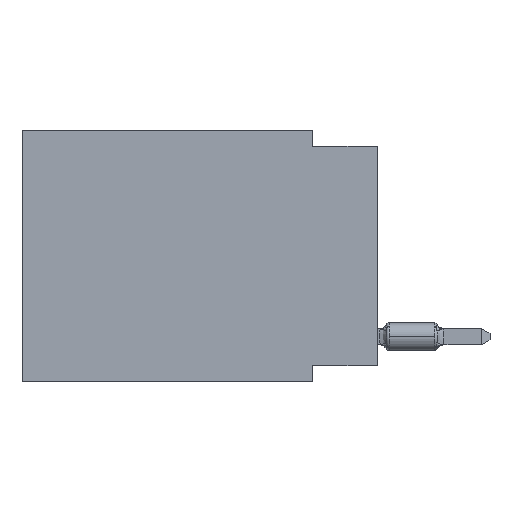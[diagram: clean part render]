
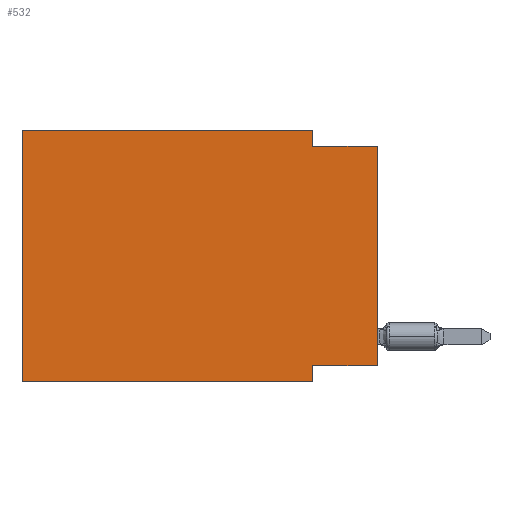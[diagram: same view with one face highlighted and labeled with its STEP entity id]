
A CAD part, left-side view. The second image highlights one B-rep face of the part: STEP entity #532.
In plain terms, the highlighted planar face has unit normal (-1, 0, 0).
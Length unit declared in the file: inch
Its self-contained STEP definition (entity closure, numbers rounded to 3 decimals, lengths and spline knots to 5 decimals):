
#86 = DIRECTION ( 'NONE',  ( 0., -1., 0. ) ) ;
#192 = ORIENTED_EDGE ( 'NONE', *, *, #9372, .F. ) ;
#240 = CARTESIAN_POINT ( 'NONE',  ( 0., 0., -0.365 ) ) ;
#532 = ADVANCED_FACE ( 'NONE', ( #6950 ), #7212, .F. ) ;
#536 = LINE ( 'NONE', #7281, #11337 ) ;
#670 = CARTESIAN_POINT ( 'NONE',  ( 0., 0.55, -0.39 ) ) ;
#1198 = DIRECTION ( 'NONE',  ( 0., 0., 1. ) ) ;
#1317 = VERTEX_POINT ( 'NONE', #12223 ) ;
#1958 = VERTEX_POINT ( 'NONE', #5927 ) ;
#2003 = CARTESIAN_POINT ( 'NONE',  ( 0., 0.1, -0.025 ) ) ;
#2021 = EDGE_CURVE ( 'NONE', #6706, #3934, #3138, .T. ) ;
#2291 = DIRECTION ( 'NONE',  ( 1., 0., 0. ) ) ;
#2357 = ORIENTED_EDGE ( 'NONE', *, *, #7006, .T. ) ;
#2420 = VERTEX_POINT ( 'NONE', #4147 ) ;
#2664 = DIRECTION ( 'NONE',  ( 0., 0., 1. ) ) ;
#2669 = VECTOR ( 'NONE', #12324, 39.37008 ) ;
#2828 = CARTESIAN_POINT ( 'NONE',  ( 0., 0., -0.025 ) ) ;
#2872 = CARTESIAN_POINT ( 'NONE',  ( 0., 0., -0.025 ) ) ;
#3138 = LINE ( 'NONE', #7926, #5485 ) ;
#3220 = EDGE_CURVE ( 'NONE', #11662, #6144, #536, .T. ) ;
#3507 = LINE ( 'NONE', #7648, #10689 ) ;
#3583 = DIRECTION ( 'NONE',  ( 0., 0., -1. ) ) ;
#3934 = VERTEX_POINT ( 'NONE', #2003 ) ;
#4138 = DIRECTION ( 'NONE',  ( 0., 1., 0. ) ) ;
#4147 = CARTESIAN_POINT ( 'NONE',  ( 0., 0.55, -0.39 ) ) ;
#4318 = ORIENTED_EDGE ( 'NONE', *, *, #12175, .F. ) ;
#4484 = EDGE_CURVE ( 'NONE', #1958, #7881, #3507, .T. ) ;
#4729 = CARTESIAN_POINT ( 'NONE',  ( 0., 0.1, -0.365 ) ) ;
#5110 = LINE ( 'NONE', #240, #10199 ) ;
#5150 = CARTESIAN_POINT ( 'NONE',  ( 0., 0.55, 0. ) ) ;
#5485 = VECTOR ( 'NONE', #11939, 39.37008 ) ;
#5605 = LINE ( 'NONE', #670, #2669 ) ;
#5881 = ORIENTED_EDGE ( 'NONE', *, *, #3220, .F. ) ;
#5927 = CARTESIAN_POINT ( 'NONE',  ( 0., 0., -0.365 ) ) ;
#6144 = VERTEX_POINT ( 'NONE', #8411 ) ;
#6706 = VERTEX_POINT ( 'NONE', #10717 ) ;
#6745 = ORIENTED_EDGE ( 'NONE', *, *, #9765, .F. ) ;
#6903 = ORIENTED_EDGE ( 'NONE', *, *, #7247, .F. ) ;
#6950 = FACE_OUTER_BOUND ( 'NONE', #9053, .T. ) ;
#7006 = EDGE_CURVE ( 'NONE', #2420, #6144, #5605, .T. ) ;
#7212 = PLANE ( 'NONE',  #10077 ) ;
#7247 = EDGE_CURVE ( 'NONE', #1317, #6706, #8250, .T. ) ;
#7281 = CARTESIAN_POINT ( 'NONE',  ( 0., 0.1, -0.39 ) ) ;
#7631 = VECTOR ( 'NONE', #86, 39.37008 ) ;
#7648 = CARTESIAN_POINT ( 'NONE',  ( 0., 0., 0. ) ) ;
#7808 = ORIENTED_EDGE ( 'NONE', *, *, #4484, .T. ) ;
#7881 = VERTEX_POINT ( 'NONE', #2828 ) ;
#7926 = CARTESIAN_POINT ( 'NONE',  ( 0., 0.1, 0. ) ) ;
#8250 = LINE ( 'NONE', #9085, #7631 ) ;
#8411 = CARTESIAN_POINT ( 'NONE',  ( 0., 0.1, -0.39 ) ) ;
#9030 = CARTESIAN_POINT ( 'NONE',  ( 0., 0.55, 0. ) ) ;
#9053 = EDGE_LOOP ( 'NONE', ( #7808, #6745, #9471, #6903, #192, #2357, #5881, #4318 ) ) ;
#9085 = CARTESIAN_POINT ( 'NONE',  ( 0., 0.55, 0. ) ) ;
#9096 = LINE ( 'NONE', #9030, #9479 ) ;
#9144 = DIRECTION ( 'NONE',  ( 0., 0., -1. ) ) ;
#9372 = EDGE_CURVE ( 'NONE', #2420, #1317, #9096, .T. ) ;
#9471 = ORIENTED_EDGE ( 'NONE', *, *, #2021, .F. ) ;
#9479 = VECTOR ( 'NONE', #1198, 39.37008 ) ;
#9765 = EDGE_CURVE ( 'NONE', #3934, #7881, #11730, .T. ) ;
#10077 = AXIS2_PLACEMENT_3D ( 'NONE', #5150, #2291, #9144 ) ;
#10199 = VECTOR ( 'NONE', #4138, 39.37008 ) ;
#10230 = VECTOR ( 'NONE', #11930, 39.37008 ) ;
#10689 = VECTOR ( 'NONE', #2664, 39.37008 ) ;
#10717 = CARTESIAN_POINT ( 'NONE',  ( 0., 0.1, 0. ) ) ;
#11337 = VECTOR ( 'NONE', #3583, 39.37008 ) ;
#11662 = VERTEX_POINT ( 'NONE', #4729 ) ;
#11730 = LINE ( 'NONE', #2872, #10230 ) ;
#11930 = DIRECTION ( 'NONE',  ( 0., -1., 0. ) ) ;
#11939 = DIRECTION ( 'NONE',  ( 0., 0., -1. ) ) ;
#12175 = EDGE_CURVE ( 'NONE', #1958, #11662, #5110, .T. ) ;
#12223 = CARTESIAN_POINT ( 'NONE',  ( 0., 0.55, 0. ) ) ;
#12324 = DIRECTION ( 'NONE',  ( 0., -1., 0. ) ) ;
